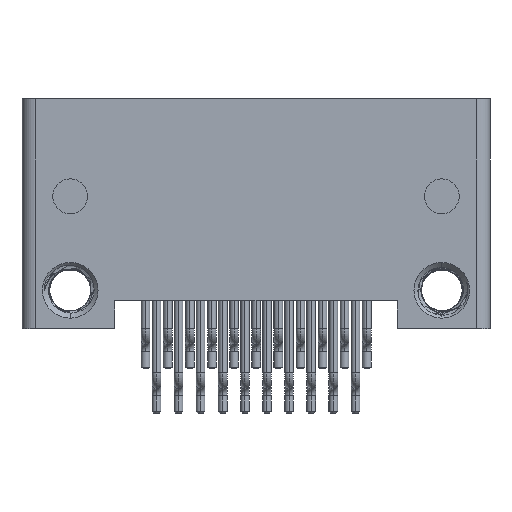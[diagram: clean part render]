
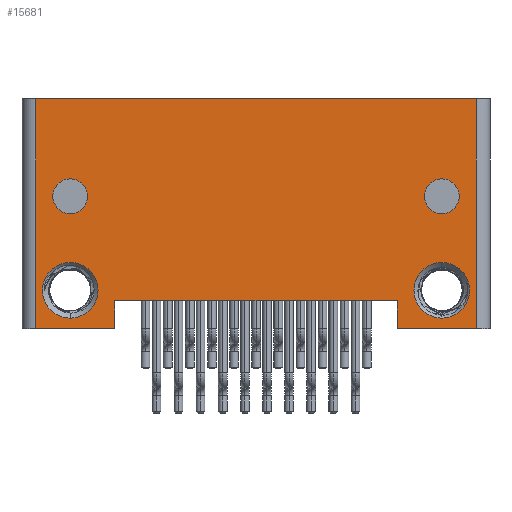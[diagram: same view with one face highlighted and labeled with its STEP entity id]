
A CAD part, front view. The second image highlights one B-rep face of the part: STEP entity #15681.
In plain terms, the highlighted planar face has unit normal (0, -1, 0).
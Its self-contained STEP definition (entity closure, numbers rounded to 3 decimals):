
#383=DIRECTION('',(0.,0.,1.));
#384=VECTOR('',#383,0.8);
#385=CARTESIAN_POINT('',(4.05,-1.93,-6.6));
#386=LINE('',#385,#384);
#395=DIRECTION('',(-1.,0.,0.));
#396=VECTOR('',#395,12.64);
#397=CARTESIAN_POINT('',(6.32,-1.93,0.));
#398=LINE('',#397,#396);
#399=DIRECTION('',(1.,0.,0.));
#400=VECTOR('',#399,8.1);
#401=CARTESIAN_POINT('',(-4.05,-1.93,-5.8));
#402=LINE('',#401,#400);
#403=DIRECTION('',(0.,0.,1.));
#404=VECTOR('',#403,0.8);
#405=CARTESIAN_POINT('',(-4.05,-1.93,-6.6));
#406=LINE('',#405,#404);
#407=CARTESIAN_POINT('',(5.335,-1.93,-2.8));
#408=DIRECTION('',(0.,1.,0.));
#409=DIRECTION('',(0.,0.,-1.));
#410=AXIS2_PLACEMENT_3D('',#407,#408,#409);
#412=CARTESIAN_POINT('',(5.335,-1.93,-2.8));
#413=DIRECTION('',(0.,1.,0.));
#414=DIRECTION('',(0.,0.,1.));
#415=AXIS2_PLACEMENT_3D('',#412,#413,#414);
#417=CARTESIAN_POINT('',(-5.335,-1.93,-2.8));
#418=DIRECTION('',(0.,1.,0.));
#419=DIRECTION('',(0.,0.,-1.));
#420=AXIS2_PLACEMENT_3D('',#417,#418,#419);
#422=CARTESIAN_POINT('',(-5.335,-1.93,-2.8));
#423=DIRECTION('',(0.,1.,0.));
#424=DIRECTION('',(0.,0.,1.));
#425=AXIS2_PLACEMENT_3D('',#422,#423,#424);
#427=CARTESIAN_POINT('',(5.335,-1.93,-5.5));
#428=DIRECTION('',(0.,1.,0.));
#429=DIRECTION('',(0.,0.,-1.));
#430=AXIS2_PLACEMENT_3D('',#427,#428,#429);
#432=CARTESIAN_POINT('',(5.335,-1.93,-5.5));
#433=DIRECTION('',(0.,1.,0.));
#434=DIRECTION('',(0.,0.,1.));
#435=AXIS2_PLACEMENT_3D('',#432,#433,#434);
#437=CARTESIAN_POINT('',(-5.335,-1.93,-5.5));
#438=DIRECTION('',(0.,1.,0.));
#439=DIRECTION('',(0.,0.,-1.));
#440=AXIS2_PLACEMENT_3D('',#437,#438,#439);
#442=CARTESIAN_POINT('',(-5.335,-1.93,-5.5));
#443=DIRECTION('',(0.,1.,0.));
#444=DIRECTION('',(0.,0.,1.));
#445=AXIS2_PLACEMENT_3D('',#442,#443,#444);
#662=DIRECTION('',(-1.,0.,0.));
#663=VECTOR('',#662,2.27);
#664=CARTESIAN_POINT('',(6.32,-1.93,-6.6));
#665=LINE('',#664,#663);
#699=DIRECTION('',(0.,0.,-1.));
#700=VECTOR('',#699,6.6);
#701=CARTESIAN_POINT('',(6.32,-1.93,0.));
#702=LINE('',#701,#700);
#4963=DIRECTION('',(0.,0.,1.));
#4964=VECTOR('',#4963,6.6);
#4965=CARTESIAN_POINT('',(-6.32,-1.93,-6.6));
#4966=LINE('',#4965,#4964);
#4971=DIRECTION('',(-1.,0.,0.));
#4972=VECTOR('',#4971,2.27);
#4973=CARTESIAN_POINT('',(-4.05,-1.93,-6.6));
#4974=LINE('',#4973,#4972);
#13478=CARTESIAN_POINT('',(-5.335,-1.93,-6.3));
#13480=VERTEX_POINT('',#13478);
#13945=CARTESIAN_POINT('',(5.335,-1.93,-4.7));
#13946=CARTESIAN_POINT('',(5.335,-1.93,-6.3));
#13947=VERTEX_POINT('',#13945);
#13948=VERTEX_POINT('',#13946);
#14035=CARTESIAN_POINT('',(-5.335,-1.93,-4.7));
#14036=VERTEX_POINT('',#14035);
#14103=CARTESIAN_POINT('',(-5.335,-1.93,-3.3));
#14105=VERTEX_POINT('',#14103);
#14255=CARTESIAN_POINT('',(6.32,-1.93,-6.6));
#14256=VERTEX_POINT('',#14255);
#14295=CARTESIAN_POINT('',(4.05,-1.93,-6.6));
#14297=VERTEX_POINT('',#14295);
#14477=CARTESIAN_POINT('',(5.335,-1.93,-2.3));
#14478=VERTEX_POINT('',#14477);
#14734=CARTESIAN_POINT('',(6.32,-1.93,0.));
#14735=VERTEX_POINT('',#14734);
#14788=CARTESIAN_POINT('',(-4.05,-1.93,-6.6));
#14789=CARTESIAN_POINT('',(-4.05,-1.93,-5.8));
#14790=VERTEX_POINT('',#14788);
#14791=VERTEX_POINT('',#14789);
#14861=CARTESIAN_POINT('',(5.335,-1.93,-3.3));
#14862=VERTEX_POINT('',#14861);
#14961=CARTESIAN_POINT('',(-5.335,-1.93,-2.3));
#14962=VERTEX_POINT('',#14961);
#15099=CARTESIAN_POINT('',(-6.32,-1.93,0.));
#15100=VERTEX_POINT('',#15099);
#15143=CARTESIAN_POINT('',(4.05,-1.93,-5.8));
#15144=VERTEX_POINT('',#15143);
#15181=CARTESIAN_POINT('',(-6.32,-1.93,-6.6));
#15182=VERTEX_POINT('',#15181);
#15637=CARTESIAN_POINT('',(-6.72,-1.93,0.));
#15638=DIRECTION('',(0.,1.,0.));
#15639=DIRECTION('',(0.,0.,1.));
#15640=AXIS2_PLACEMENT_3D('',#15637,#15638,#15639);
#15641=PLANE('',#15640);
#15643=ORIENTED_EDGE('',*,*,#15642,.F.);
#15645=ORIENTED_EDGE('',*,*,#15644,.T.);
#15647=ORIENTED_EDGE('',*,*,#15646,.T.);
#15648=ORIENTED_EDGE('',*,*,#15618,.T.);
#15649=ORIENTED_EDGE('',*,*,#15523,.F.);
#15650=ORIENTED_EDGE('',*,*,#15563,.F.);
#15652=ORIENTED_EDGE('',*,*,#15651,.T.);
#15654=ORIENTED_EDGE('',*,*,#15653,.T.);
#15655=EDGE_LOOP('',(#15643,#15645,#15647,#15648,#15649,#15650,#15652,#15654));
#15656=FACE_OUTER_BOUND('',#15655,.F.);
#15658=ORIENTED_EDGE('',*,*,#15657,.F.);
#15660=ORIENTED_EDGE('',*,*,#15659,.F.);
#15661=EDGE_LOOP('',(#15658,#15660));
#15662=FACE_BOUND('',#15661,.F.);
#15664=ORIENTED_EDGE('',*,*,#15663,.F.);
#15666=ORIENTED_EDGE('',*,*,#15665,.F.);
#15667=EDGE_LOOP('',(#15664,#15666));
#15668=FACE_BOUND('',#15667,.F.);
#15670=ORIENTED_EDGE('',*,*,#15669,.F.);
#15672=ORIENTED_EDGE('',*,*,#15671,.F.);
#15673=EDGE_LOOP('',(#15670,#15672));
#15674=FACE_BOUND('',#15673,.F.);
#15676=ORIENTED_EDGE('',*,*,#15675,.F.);
#15678=ORIENTED_EDGE('',*,*,#15677,.F.);
#15679=EDGE_LOOP('',(#15676,#15678));
#15680=FACE_BOUND('',#15679,.F.);
#411=CIRCLE('',#410,0.5);
#416=CIRCLE('',#415,0.5);
#421=CIRCLE('',#420,0.5);
#426=CIRCLE('',#425,0.5);
#431=CIRCLE('',#430,0.8);
#436=CIRCLE('',#435,0.8);
#441=CIRCLE('',#440,0.8);
#446=CIRCLE('',#445,0.8);
#15523=EDGE_CURVE('',#14791,#15144,#402,.T.);
#15563=EDGE_CURVE('',#14790,#14791,#406,.T.);
#15618=EDGE_CURVE('',#14297,#15144,#386,.T.);
#15642=EDGE_CURVE('',#14735,#15100,#398,.T.);
#15644=EDGE_CURVE('',#14735,#14256,#702,.T.);
#15646=EDGE_CURVE('',#14256,#14297,#665,.T.);
#15651=EDGE_CURVE('',#14790,#15182,#4974,.T.);
#15653=EDGE_CURVE('',#15182,#15100,#4966,.T.);
#15657=EDGE_CURVE('',#14862,#14478,#411,.T.);
#15659=EDGE_CURVE('',#14478,#14862,#416,.T.);
#15663=EDGE_CURVE('',#14105,#14962,#421,.T.);
#15665=EDGE_CURVE('',#14962,#14105,#426,.T.);
#15669=EDGE_CURVE('',#13948,#13947,#431,.T.);
#15671=EDGE_CURVE('',#13947,#13948,#436,.T.);
#15675=EDGE_CURVE('',#13480,#14036,#441,.T.);
#15677=EDGE_CURVE('',#14036,#13480,#446,.T.);
#15681=ADVANCED_FACE('',(#15656,#15662,#15668,#15674,#15680),#15641,.F.);
